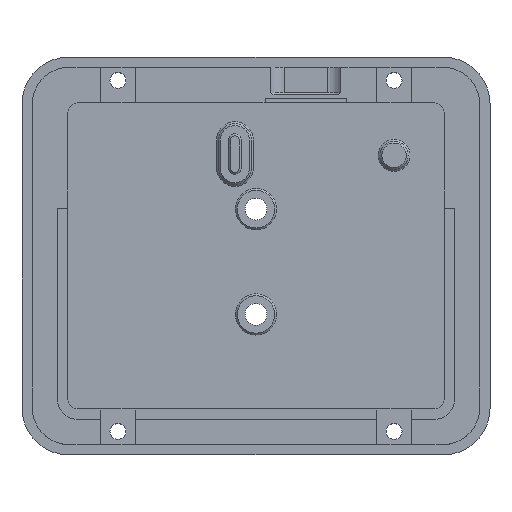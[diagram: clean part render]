
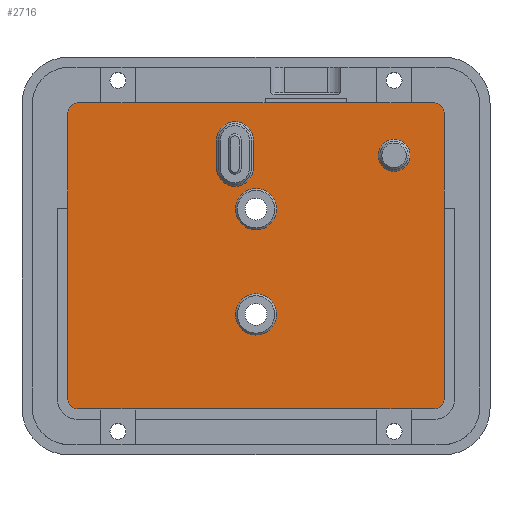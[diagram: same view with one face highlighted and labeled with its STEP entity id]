
A CAD part, top view. The second image highlights one B-rep face of the part: STEP entity #2716.
In plain terms, the highlighted planar face has unit normal (0, 0, 1).
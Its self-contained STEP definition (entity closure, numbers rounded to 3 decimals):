
#95=CIRCLE('',#2916,3.9);
#96=CIRCLE('',#2917,3.9);
#97=CIRCLE('',#2918,3.4);
#98=CIRCLE('',#2919,4.4);
#99=CIRCLE('',#2920,4.4);
#100=CIRCLE('',#2921,2.);
#101=CIRCLE('',#2922,2.);
#102=CIRCLE('',#2923,2.);
#103=CIRCLE('',#2924,2.);
#219=ORIENTED_EDGE('',*,*,#985,.T.);
#220=ORIENTED_EDGE('',*,*,#986,.T.);
#221=ORIENTED_EDGE('',*,*,#987,.T.);
#222=ORIENTED_EDGE('',*,*,#988,.T.);
#223=ORIENTED_EDGE('',*,*,#989,.T.);
#224=ORIENTED_EDGE('',*,*,#990,.T.);
#225=ORIENTED_EDGE('',*,*,#991,.T.);
#226=ORIENTED_EDGE('',*,*,#992,.F.);
#227=ORIENTED_EDGE('',*,*,#993,.F.);
#228=ORIENTED_EDGE('',*,*,#994,.T.);
#229=ORIENTED_EDGE('',*,*,#995,.F.);
#230=ORIENTED_EDGE('',*,*,#996,.T.);
#231=ORIENTED_EDGE('',*,*,#997,.F.);
#232=ORIENTED_EDGE('',*,*,#998,.F.);
#233=ORIENTED_EDGE('',*,*,#999,.F.);
#985=EDGE_CURVE('',#1368,#1369,#1614,.T.);
#986=EDGE_CURVE('',#1369,#1370,#95,.F.);
#987=EDGE_CURVE('',#1370,#1371,#1615,.T.);
#988=EDGE_CURVE('',#1371,#1368,#96,.F.);
#989=EDGE_CURVE('',#1372,#1372,#97,.F.);
#990=EDGE_CURVE('',#1373,#1373,#98,.F.);
#991=EDGE_CURVE('',#1374,#1374,#99,.F.);
#992=EDGE_CURVE('',#1375,#1376,#1616,.T.);
#993=EDGE_CURVE('',#1377,#1375,#100,.F.);
#994=EDGE_CURVE('',#1377,#1378,#1617,.T.);
#995=EDGE_CURVE('',#1379,#1378,#101,.F.);
#996=EDGE_CURVE('',#1379,#1380,#1618,.T.);
#997=EDGE_CURVE('',#1381,#1380,#102,.F.);
#998=EDGE_CURVE('',#1382,#1381,#1619,.T.);
#999=EDGE_CURVE('',#1376,#1382,#103,.F.);
#1368=VERTEX_POINT('',#4079);
#1369=VERTEX_POINT('',#4080);
#1370=VERTEX_POINT('',#4082);
#1371=VERTEX_POINT('',#4084);
#1372=VERTEX_POINT('',#4087);
#1373=VERTEX_POINT('',#4089);
#1374=VERTEX_POINT('',#4091);
#1375=VERTEX_POINT('',#4093);
#1376=VERTEX_POINT('',#4094);
#1377=VERTEX_POINT('',#4096);
#1378=VERTEX_POINT('',#4098);
#1379=VERTEX_POINT('',#4100);
#1380=VERTEX_POINT('',#4102);
#1381=VERTEX_POINT('',#4104);
#1382=VERTEX_POINT('',#4106);
#1614=LINE('',#4078,#1887);
#1615=LINE('',#4083,#1888);
#1616=LINE('',#4092,#1889);
#1617=LINE('',#4097,#1890);
#1618=LINE('',#4101,#1891);
#1619=LINE('',#4105,#1892);
#1887=VECTOR('',#3230,1000.);
#1888=VECTOR('',#3233,1000.);
#1889=VECTOR('',#3242,1000.);
#1890=VECTOR('',#3245,1000.);
#1891=VECTOR('',#3248,1000.);
#1892=VECTOR('',#3251,1000.);
#2157=EDGE_LOOP('',(#219,#220,#221,#222));
#2158=EDGE_LOOP('',(#223));
#2159=EDGE_LOOP('',(#224));
#2160=EDGE_LOOP('',(#225));
#2161=EDGE_LOOP('',(#226,#227,#228,#229,#230,#231,#232,#233));
#2390=FACE_BOUND('',#2157,.T.);
#2391=FACE_BOUND('',#2158,.T.);
#2392=FACE_BOUND('',#2159,.T.);
#2393=FACE_BOUND('',#2160,.T.);
#2394=FACE_BOUND('',#2161,.T.);
#2611=PLANE('',#2915);
#2716=ADVANCED_FACE('',(#2390,#2391,#2392,#2393,#2394),#2611,.T.);
#2915=AXIS2_PLACEMENT_3D('',#4077,#3228,#3229);
#2916=AXIS2_PLACEMENT_3D('',#4081,#3231,#3232);
#2917=AXIS2_PLACEMENT_3D('',#4085,#3234,#3235);
#2918=AXIS2_PLACEMENT_3D('',#4086,#3236,#3237);
#2919=AXIS2_PLACEMENT_3D('',#4088,#3238,#3239);
#2920=AXIS2_PLACEMENT_3D('',#4090,#3240,#3241);
#2921=AXIS2_PLACEMENT_3D('',#4095,#3243,#3244);
#2922=AXIS2_PLACEMENT_3D('',#4099,#3246,#3247);
#2923=AXIS2_PLACEMENT_3D('',#4103,#3249,#3250);
#2924=AXIS2_PLACEMENT_3D('',#4107,#3252,#3253);
#3228=DIRECTION('',(0.,0.,1.));
#3229=DIRECTION('',(1.,0.,0.));
#3230=DIRECTION('',(0.,1.,0.));
#3231=DIRECTION('',(0.,0.,1.));
#3232=DIRECTION('',(1.,0.,0.));
#3233=DIRECTION('',(0.,-1.,0.));
#3234=DIRECTION('',(0.,0.,1.));
#3235=DIRECTION('',(1.,0.,0.));
#3236=DIRECTION('',(0.,0.,1.));
#3237=DIRECTION('',(1.,0.,0.));
#3238=DIRECTION('',(0.,0.,1.));
#3239=DIRECTION('',(1.,0.,0.));
#3240=DIRECTION('',(0.,0.,1.));
#3241=DIRECTION('',(1.,0.,0.));
#3242=DIRECTION('',(0.,1.,0.));
#3243=DIRECTION('',(0.,0.,1.));
#3244=DIRECTION('',(1.,0.,0.));
#3245=DIRECTION('',(1.,0.,0.));
#3246=DIRECTION('',(0.,0.,1.));
#3247=DIRECTION('',(1.,0.,0.));
#3248=DIRECTION('',(0.,1.,0.));
#3249=DIRECTION('',(0.,0.,1.));
#3250=DIRECTION('',(1.,0.,0.));
#3251=DIRECTION('',(1.,0.,0.));
#3252=DIRECTION('',(0.,0.,1.));
#3253=DIRECTION('',(1.,0.,0.));
#4077=CARTESIAN_POINT('',(0.,0.,3.));
#4078=CARTESIAN_POINT('',(-8.4,0.,3.));
#4079=CARTESIAN_POINT('',(-8.4,18.775,3.));
#4080=CARTESIAN_POINT('',(-8.4,24.775,3.));
#4081=CARTESIAN_POINT('',(-4.5,24.775,3.));
#4082=CARTESIAN_POINT('',(-0.6,24.775,3.));
#4083=CARTESIAN_POINT('',(-0.6,0.,3.));
#4084=CARTESIAN_POINT('',(-0.6,18.775,3.));
#4085=CARTESIAN_POINT('',(-4.5,18.775,3.));
#4086=CARTESIAN_POINT('',(29.5,21.505,3.));
#4087=CARTESIAN_POINT('',(32.9,21.505,3.));
#4088=CARTESIAN_POINT('',(0.,-12.495,3.));
#4089=CARTESIAN_POINT('',(4.4,-12.495,3.));
#4090=CARTESIAN_POINT('',(0.,10.005,3.));
#4091=CARTESIAN_POINT('',(4.4,10.005,3.));
#4092=CARTESIAN_POINT('',(-40.2,0.,3.));
#4093=CARTESIAN_POINT('',(-40.2,-30.7,3.));
#4094=CARTESIAN_POINT('',(-40.2,30.7,3.));
#4095=CARTESIAN_POINT('',(-38.2,-30.7,3.));
#4096=CARTESIAN_POINT('',(-38.2,-32.7,3.));
#4097=CARTESIAN_POINT('',(0.,-32.7,3.));
#4098=CARTESIAN_POINT('',(38.2,-32.7,3.));
#4099=CARTESIAN_POINT('',(38.2,-30.7,3.));
#4100=CARTESIAN_POINT('',(40.2,-30.7,3.));
#4101=CARTESIAN_POINT('',(40.2,0.,3.));
#4102=CARTESIAN_POINT('',(40.2,30.7,3.));
#4103=CARTESIAN_POINT('',(38.2,30.7,3.));
#4104=CARTESIAN_POINT('',(38.2,32.7,3.));
#4105=CARTESIAN_POINT('',(0.,32.7,3.));
#4106=CARTESIAN_POINT('',(-38.2,32.7,3.));
#4107=CARTESIAN_POINT('',(-38.2,30.7,3.));
